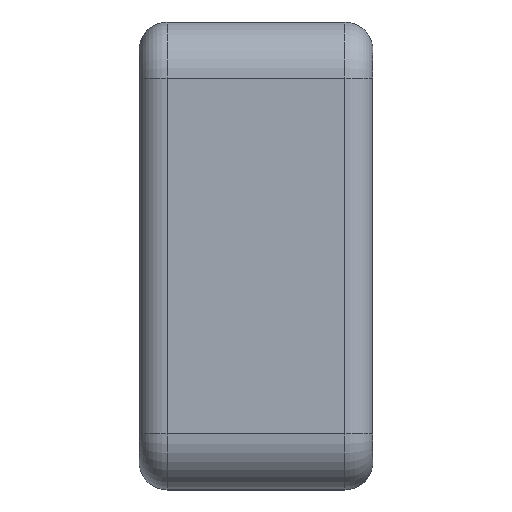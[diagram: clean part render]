
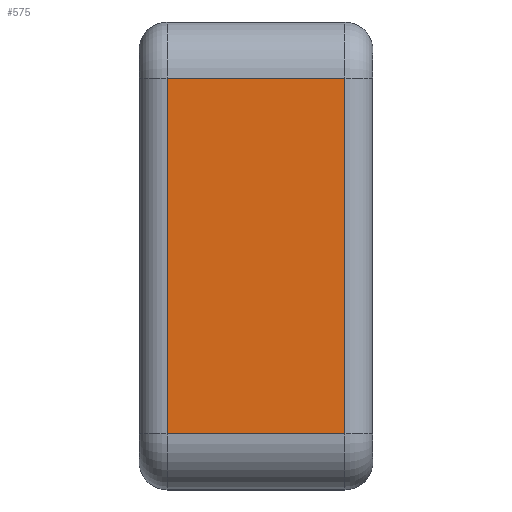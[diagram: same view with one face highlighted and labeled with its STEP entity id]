
A CAD part, left-side view. The second image highlights one B-rep face of the part: STEP entity #575.
In plain terms, the highlighted planar face has unit normal (-1, 0, 0).
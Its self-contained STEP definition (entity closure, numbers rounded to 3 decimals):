
#1 = EDGE_LOOP ( 'NONE', ( #88, #761, #974, #261 ) ) ;
#52 = EDGE_CURVE ( 'NONE', #431, #907, #740, .T. ) ;
#57 = DIRECTION ( 'NONE',  ( 0., 0., 1. ) ) ;
#88 = ORIENTED_EDGE ( 'NONE', *, *, #1066, .F. ) ;
#96 = EDGE_CURVE ( 'NONE', #619, #431, #106, .T. ) ;
#97 = DIRECTION ( 'NONE',  ( 0., 0., -1. ) ) ;
#106 = LINE ( 'NONE', #292, #609 ) ;
#109 = CARTESIAN_POINT ( 'NONE',  ( -112.5, 3., 19. ) ) ;
#181 = CARTESIAN_POINT ( 'NONE',  ( -112.5, 25., 19. ) ) ;
#261 = ORIENTED_EDGE ( 'NONE', *, *, #441, .T. ) ;
#278 = DIRECTION ( 'NONE',  ( 1., 0., 0. ) ) ;
#289 = VECTOR ( 'NONE', #313, 1000. ) ;
#292 = CARTESIAN_POINT ( 'NONE',  ( -112.5, 22., -19. ) ) ;
#313 = DIRECTION ( 'NONE',  ( 0., -1., 0. ) ) ;
#419 = CARTESIAN_POINT ( 'NONE',  ( -112.5, 25., 19. ) ) ;
#431 = VERTEX_POINT ( 'NONE', #1154 ) ;
#441 = EDGE_CURVE ( 'NONE', #907, #589, #927, .T. ) ;
#559 = LINE ( 'NONE', #419, #289 ) ;
#575 = ADVANCED_FACE ( 'NONE', ( #1067 ), #781, .F. ) ;
#589 = VERTEX_POINT ( 'NONE', #109 ) ;
#609 = VECTOR ( 'NONE', #97, 1000. ) ;
#619 = VERTEX_POINT ( 'NONE', #883 ) ;
#665 = VECTOR ( 'NONE', #57, 1000. ) ;
#670 = CARTESIAN_POINT ( 'NONE',  ( -112.5, 3., -19. ) ) ;
#740 = LINE ( 'NONE', #901, #946 ) ;
#761 = ORIENTED_EDGE ( 'NONE', *, *, #96, .T. ) ;
#781 = PLANE ( 'NONE',  #1120 ) ;
#883 = CARTESIAN_POINT ( 'NONE',  ( -112.5, 22., 19. ) ) ;
#901 = CARTESIAN_POINT ( 'NONE',  ( -112.5, 25., -19. ) ) ;
#907 = VERTEX_POINT ( 'NONE', #670 ) ;
#927 = LINE ( 'NONE', #1053, #665 ) ;
#946 = VECTOR ( 'NONE', #1006, 1000. ) ;
#974 = ORIENTED_EDGE ( 'NONE', *, *, #52, .T. ) ;
#993 = DIRECTION ( 'NONE',  ( 0., 0., -1. ) ) ;
#1006 = DIRECTION ( 'NONE',  ( 0., -1., 0. ) ) ;
#1053 = CARTESIAN_POINT ( 'NONE',  ( -112.5, 3., 19. ) ) ;
#1066 = EDGE_CURVE ( 'NONE', #619, #589, #559, .T. ) ;
#1067 = FACE_OUTER_BOUND ( 'NONE', #1, .T. ) ;
#1120 = AXIS2_PLACEMENT_3D ( 'NONE', #181, #278, #993 ) ;
#1154 = CARTESIAN_POINT ( 'NONE',  ( -112.5, 22., -19. ) ) ;
